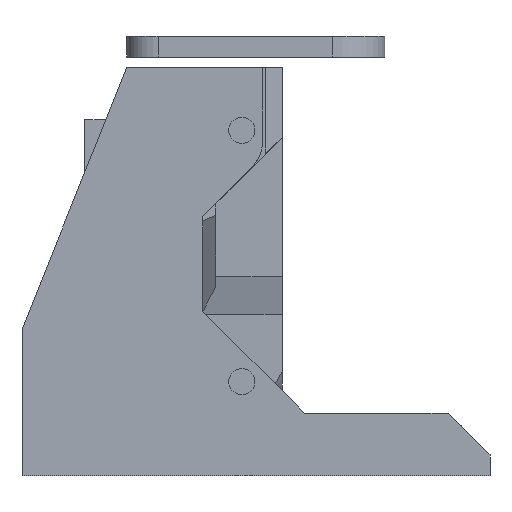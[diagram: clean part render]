
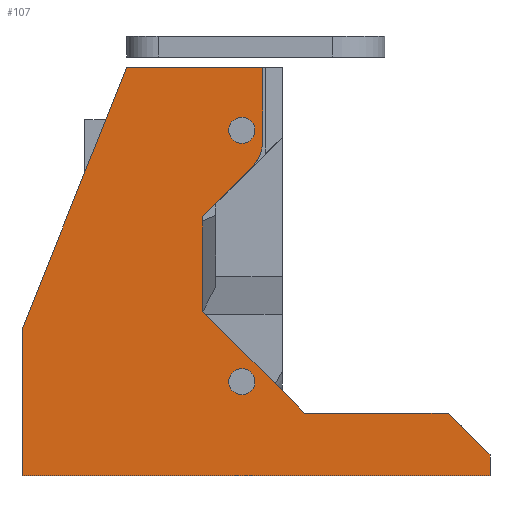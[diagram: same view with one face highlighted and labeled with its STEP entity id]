
A CAD part, left-side view. The second image highlights one B-rep face of the part: STEP entity #107.
In plain terms, the highlighted planar face has unit normal (-1, 0, 0).
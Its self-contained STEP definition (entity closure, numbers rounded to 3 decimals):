
#93 = DIRECTION ( 'NONE',  ( 0., -1., 0. ) ) ;
#105 = DIRECTION ( 'NONE',  ( 0., -0.707, 0.707 ) ) ;
#107 = ADVANCED_FACE ( 'NONE', ( #3172, #4468, #4529 ), #3567, .F. ) ;
#176 = VERTEX_POINT ( 'NONE', #3365 ) ;
#203 = VECTOR ( 'NONE', #3439, 1000. ) ;
#249 = DIRECTION ( 'NONE',  ( 0., 0.371, -0.928 ) ) ;
#278 = AXIS2_PLACEMENT_3D ( 'NONE', #3000, #4803, #1237 ) ;
#372 = DIRECTION ( 'NONE',  ( 0., 0.707, 0.707 ) ) ;
#379 = VERTEX_POINT ( 'NONE', #1359 ) ;
#485 = VECTOR ( 'NONE', #3599, 1000. ) ;
#499 = ORIENTED_EDGE ( 'NONE', *, *, #577, .T. ) ;
#557 = VECTOR ( 'NONE', #2261, 1000. ) ;
#577 = EDGE_CURVE ( 'NONE', #5635, #3087, #3960, .T. ) ;
#727 = VERTEX_POINT ( 'NONE', #5233 ) ;
#748 = VECTOR ( 'NONE', #4362, 1000. ) ;
#812 = CARTESIAN_POINT ( 'NONE',  ( 0., 23.7, 34.25 ) ) ;
#838 = LINE ( 'NONE', #4386, #748 ) ;
#904 = CIRCLE ( 'NONE', #278, 1.25 ) ;
#951 = EDGE_CURVE ( 'NONE', #3087, #2579, #4064, .T. ) ;
#1009 = ORIENTED_EDGE ( 'NONE', *, *, #3805, .T. ) ;
#1069 = DIRECTION ( 'NONE',  ( -1., 0., 0. ) ) ;
#1122 = DIRECTION ( 'NONE',  ( 0., 0., -1. ) ) ;
#1149 = EDGE_CURVE ( 'NONE', #727, #4388, #904, .T. ) ;
#1237 = DIRECTION ( 'NONE',  ( 0., 0., 1. ) ) ;
#1250 = CARTESIAN_POINT ( 'NONE',  ( 0., 44.7, 0. ) ) ;
#1282 = CIRCLE ( 'NONE', #5401, 1.25 ) ;
#1347 = EDGE_CURVE ( 'NONE', #3241, #379, #2693, .T. ) ;
#1357 = ORIENTED_EDGE ( 'NONE', *, *, #4613, .T. ) ;
#1359 = CARTESIAN_POINT ( 'NONE',  ( 0., 4.004, 6. ) ) ;
#1392 = EDGE_CURVE ( 'NONE', #2431, #2180, #1914, .T. ) ;
#1477 = VERTEX_POINT ( 'NONE', #4030 ) ;
#1500 = CARTESIAN_POINT ( 'NONE',  ( 0., 44.7, 14. ) ) ;
#1515 = ORIENTED_EDGE ( 'NONE', *, *, #4279, .F. ) ;
#1538 = VERTEX_POINT ( 'NONE', #812 ) ;
#1546 = EDGE_CURVE ( 'NONE', #5460, #1538, #2186, .T. ) ;
#1595 = EDGE_CURVE ( 'NONE', #4388, #727, #1282, .T. ) ;
#1648 = DIRECTION ( 'NONE',  ( -1., 0., 0. ) ) ;
#1684 = CARTESIAN_POINT ( 'NONE',  ( 0., 17.725, 6. ) ) ;
#1871 = ORIENTED_EDGE ( 'NONE', *, *, #1347, .F. ) ;
#1895 = EDGE_CURVE ( 'NONE', #2152, #3608, #3056, .T. ) ;
#1914 = LINE ( 'NONE', #1500, #3288 ) ;
#1967 = DIRECTION ( 'NONE',  ( 0., -1., 0. ) ) ;
#1994 = CARTESIAN_POINT ( 'NONE',  ( 0., 0., 0. ) ) ;
#1995 = LINE ( 'NONE', #5083, #4905 ) ;
#2017 = ORIENTED_EDGE ( 'NONE', *, *, #2663, .T. ) ;
#2121 = CARTESIAN_POINT ( 'NONE',  ( 0., 23.7, 9. ) ) ;
#2152 = VERTEX_POINT ( 'NONE', #2901 ) ;
#2180 = VERTEX_POINT ( 'NONE', #1250 ) ;
#2186 = CIRCLE ( 'NONE', #3104, 1.25 ) ;
#2212 = LINE ( 'NONE', #4007, #3410 ) ;
#2261 = DIRECTION ( 'NONE',  ( 0., 0., 1. ) ) ;
#2381 = EDGE_CURVE ( 'NONE', #3241, #2152, #5246, .T. ) ;
#2390 = ORIENTED_EDGE ( 'NONE', *, *, #3573, .T. ) ;
#2392 = DIRECTION ( 'NONE',  ( 1., 0., 0. ) ) ;
#2400 = AXIS2_PLACEMENT_3D ( 'NONE', #3626, #2392, #3255 ) ;
#2420 = CARTESIAN_POINT ( 'NONE',  ( 0., 22.862, 29.318 ) ) ;
#2431 = VERTEX_POINT ( 'NONE', #4395 ) ;
#2526 = ORIENTED_EDGE ( 'NONE', *, *, #1595, .F. ) ;
#2533 = ORIENTED_EDGE ( 'NONE', *, *, #2772, .F. ) ;
#2579 = VERTEX_POINT ( 'NONE', #4820 ) ;
#2663 = EDGE_CURVE ( 'NONE', #2579, #176, #838, .T. ) ;
#2693 = LINE ( 'NONE', #3635, #4196 ) ;
#2728 = DIRECTION ( 'NONE',  ( 0., 0., 1. ) ) ;
#2760 = ORIENTED_EDGE ( 'NONE', *, *, #1392, .T. ) ;
#2772 = EDGE_CURVE ( 'NONE', #1538, #5460, #5059, .T. ) ;
#2880 = DIRECTION ( 'NONE',  ( -1., 0., 0. ) ) ;
#2901 = CARTESIAN_POINT ( 'NONE',  ( 0., 27.452, 15.727 ) ) ;
#2952 = CARTESIAN_POINT ( 'NONE',  ( 0., 23.7, 33. ) ) ;
#2953 = EDGE_LOOP ( 'NONE', ( #2390, #499, #4692, #2017, #1357, #2760, #1009, #1515, #3639, #1871, #4623, #4902 ) ) ;
#3000 = CARTESIAN_POINT ( 'NONE',  ( 0., 23.7, 9. ) ) ;
#3032 = CARTESIAN_POINT ( 'NONE',  ( 0., 23.7, 7.75 ) ) ;
#3035 = EDGE_LOOP ( 'NONE', ( #2533, #3252 ) ) ;
#3056 = LINE ( 'NONE', #3893, #203 ) ;
#3087 = VERTEX_POINT ( 'NONE', #3718 ) ;
#3104 = AXIS2_PLACEMENT_3D ( 'NONE', #2952, #1648, #5181 ) ;
#3126 = CARTESIAN_POINT ( 'NONE',  ( 0., 21.69, 30.49 ) ) ;
#3172 = FACE_OUTER_BOUND ( 'NONE', #2953, .T. ) ;
#3205 = CARTESIAN_POINT ( 'NONE',  ( 0., 0., 0. ) ) ;
#3241 = VERTEX_POINT ( 'NONE', #1684 ) ;
#3252 = ORIENTED_EDGE ( 'NONE', *, *, #1546, .F. ) ;
#3255 = DIRECTION ( 'NONE',  ( 0., 0., -1. ) ) ;
#3271 = CARTESIAN_POINT ( 'NONE',  ( 0., 0., 6. ) ) ;
#3288 = VECTOR ( 'NONE', #5415, 1000. ) ;
#3350 = LINE ( 'NONE', #1994, #4891 ) ;
#3365 = CARTESIAN_POINT ( 'NONE',  ( 0., 34.7, 39. ) ) ;
#3394 = CARTESIAN_POINT ( 'NONE',  ( 0., 17.725, 6. ) ) ;
#3410 = VECTOR ( 'NONE', #105, 1000. ) ;
#3424 = ORIENTED_EDGE ( 'NONE', *, *, #1149, .F. ) ;
#3439 = DIRECTION ( 'NONE',  ( 0., 0., 1. ) ) ;
#3484 = CARTESIAN_POINT ( 'NONE',  ( 0., 0., 2. ) ) ;
#3567 = PLANE ( 'NONE',  #2400 ) ;
#3573 = EDGE_CURVE ( 'NONE', #3608, #5635, #2212, .T. ) ;
#3579 = VECTOR ( 'NONE', #1122, 1000. ) ;
#3599 = DIRECTION ( 'NONE',  ( 0., -0.707, -0.707 ) ) ;
#3608 = VERTEX_POINT ( 'NONE', #3930 ) ;
#3626 = CARTESIAN_POINT ( 'NONE',  ( 0., 0., 6. ) ) ;
#3635 = CARTESIAN_POINT ( 'NONE',  ( 0., 0., 6. ) ) ;
#3639 = ORIENTED_EDGE ( 'NONE', *, *, #3712, .F. ) ;
#3712 = EDGE_CURVE ( 'NONE', #379, #1477, #5359, .T. ) ;
#3718 = CARTESIAN_POINT ( 'NONE',  ( 0., 21.69, 32.146 ) ) ;
#3805 = EDGE_CURVE ( 'NONE', #2180, #4654, #3350, .T. ) ;
#3893 = CARTESIAN_POINT ( 'NONE',  ( 0., 27.452, 15.727 ) ) ;
#3912 = EDGE_LOOP ( 'NONE', ( #3424, #2526 ) ) ;
#3930 = CARTESIAN_POINT ( 'NONE',  ( 0., 27.452, 24.727 ) ) ;
#3960 = CIRCLE ( 'NONE', #4804, 4. ) ;
#4007 = CARTESIAN_POINT ( 'NONE',  ( 0., 21.69, 30.49 ) ) ;
#4030 = CARTESIAN_POINT ( 'NONE',  ( 0., 0., 2. ) ) ;
#4064 = LINE ( 'NONE', #3126, #557 ) ;
#4122 = VECTOR ( 'NONE', #372, 1000. ) ;
#4135 = CARTESIAN_POINT ( 'NONE',  ( 0., 23.7, 31.75 ) ) ;
#4158 = DIRECTION ( 'NONE',  ( 0., 0., -1. ) ) ;
#4196 = VECTOR ( 'NONE', #93, 1000. ) ;
#4215 = AXIS2_PLACEMENT_3D ( 'NONE', #5375, #2880, #2728 ) ;
#4279 = EDGE_CURVE ( 'NONE', #1477, #4654, #4489, .T. ) ;
#4362 = DIRECTION ( 'NONE',  ( 0., 1., 0. ) ) ;
#4386 = CARTESIAN_POINT ( 'NONE',  ( 0., 34.7, 39. ) ) ;
#4388 = VERTEX_POINT ( 'NONE', #3032 ) ;
#4395 = CARTESIAN_POINT ( 'NONE',  ( 0., 44.7, 14. ) ) ;
#4468 = FACE_BOUND ( 'NONE', #3912, .T. ) ;
#4489 = LINE ( 'NONE', #3271, #3579 ) ;
#4529 = FACE_BOUND ( 'NONE', #3035, .T. ) ;
#4613 = EDGE_CURVE ( 'NONE', #176, #2431, #1995, .T. ) ;
#4623 = ORIENTED_EDGE ( 'NONE', *, *, #2381, .T. ) ;
#4654 = VERTEX_POINT ( 'NONE', #3205 ) ;
#4692 = ORIENTED_EDGE ( 'NONE', *, *, #951, .T. ) ;
#4803 = DIRECTION ( 'NONE',  ( -1., 0., 0. ) ) ;
#4804 = AXIS2_PLACEMENT_3D ( 'NONE', #5094, #1069, #4158 ) ;
#4820 = CARTESIAN_POINT ( 'NONE',  ( 0., 21.69, 39. ) ) ;
#4891 = VECTOR ( 'NONE', #1967, 1000. ) ;
#4902 = ORIENTED_EDGE ( 'NONE', *, *, #1895, .T. ) ;
#4905 = VECTOR ( 'NONE', #249, 1000. ) ;
#5059 = CIRCLE ( 'NONE', #4215, 1.25 ) ;
#5083 = CARTESIAN_POINT ( 'NONE',  ( 0., 34.7, 39. ) ) ;
#5094 = CARTESIAN_POINT ( 'NONE',  ( 0., 25.69, 32.146 ) ) ;
#5181 = DIRECTION ( 'NONE',  ( 0., 0., 1. ) ) ;
#5233 = CARTESIAN_POINT ( 'NONE',  ( 0., 23.7, 10.25 ) ) ;
#5246 = LINE ( 'NONE', #3394, #4122 ) ;
#5359 = LINE ( 'NONE', #3484, #485 ) ;
#5375 = CARTESIAN_POINT ( 'NONE',  ( 0., 23.7, 33. ) ) ;
#5401 = AXIS2_PLACEMENT_3D ( 'NONE', #2121, #5575, #5632 ) ;
#5415 = DIRECTION ( 'NONE',  ( 0., 0., -1. ) ) ;
#5460 = VERTEX_POINT ( 'NONE', #4135 ) ;
#5575 = DIRECTION ( 'NONE',  ( -1., 0., 0. ) ) ;
#5632 = DIRECTION ( 'NONE',  ( 0., 0., 1. ) ) ;
#5635 = VERTEX_POINT ( 'NONE', #2420 ) ;
